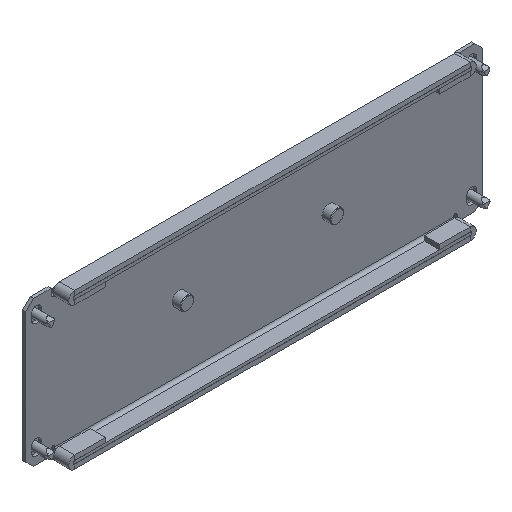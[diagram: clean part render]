
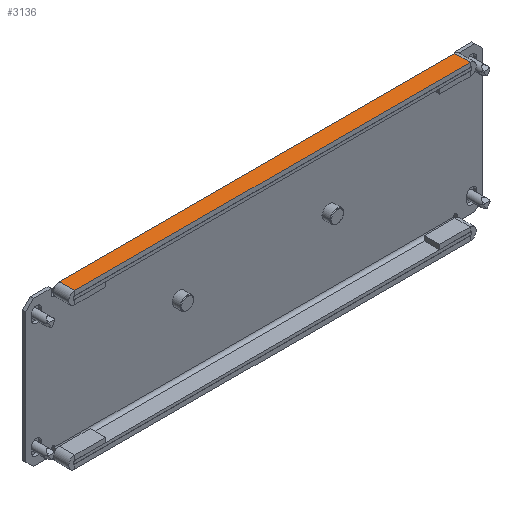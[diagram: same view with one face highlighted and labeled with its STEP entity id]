
A CAD part, isometric view. The second image highlights one B-rep face of the part: STEP entity #3136.
In plain terms, the highlighted face is planar.
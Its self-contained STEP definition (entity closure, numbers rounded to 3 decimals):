
#289 = VERTEX_POINT ( 'NONE', #2261 ) ;
#292 = CARTESIAN_POINT ( 'NONE',  ( -5., -3., -129. ) ) ;
#412 = EDGE_CURVE ( 'NONE', #3910, #3021, #2705, .T. ) ;
#416 = ORIENTED_EDGE ( 'NONE', *, *, #4445, .T. ) ;
#851 = VECTOR ( 'NONE', #3457, 1000. ) ;
#987 = VECTOR ( 'NONE', #2032, 1000. ) ;
#1043 = VERTEX_POINT ( 'NONE', #3085 ) ;
#1158 = CARTESIAN_POINT ( 'NONE',  ( -5., -3., -129. ) ) ;
#1247 = LINE ( 'NONE', #1158, #1773 ) ;
#1615 = CARTESIAN_POINT ( 'NONE',  ( -5., -3., -129. ) ) ;
#1773 = VECTOR ( 'NONE', #4051, 1000. ) ;
#2032 = DIRECTION ( 'NONE',  ( 1., 0., 0. ) ) ;
#2082 = ORIENTED_EDGE ( 'NONE', *, *, #4622, .F. ) ;
#2139 = ORIENTED_EDGE ( 'NONE', *, *, #412, .T. ) ;
#2261 = CARTESIAN_POINT ( 'NONE',  ( -5., -3., 129. ) ) ;
#2315 = CARTESIAN_POINT ( 'NONE',  ( 5., -3., -129. ) ) ;
#2320 = ORIENTED_EDGE ( 'NONE', *, *, #3130, .F. ) ;
#2366 = PLANE ( 'NONE',  #4605 ) ;
#2705 = LINE ( 'NONE', #2315, #4044 ) ;
#3021 = VERTEX_POINT ( 'NONE', #3176 ) ;
#3085 = CARTESIAN_POINT ( 'NONE',  ( -5., -3., -129. ) ) ;
#3130 = EDGE_CURVE ( 'NONE', #1043, #289, #1247, .T. ) ;
#3136 = ADVANCED_FACE ( 'NONE', ( #4925 ), #2366, .T. ) ;
#3176 = CARTESIAN_POINT ( 'NONE',  ( 5., -3., 129. ) ) ;
#3445 = LINE ( 'NONE', #3820, #851 ) ;
#3457 = DIRECTION ( 'NONE',  ( 1., 0., 0. ) ) ;
#3820 = CARTESIAN_POINT ( 'NONE',  ( -5., -3., 129. ) ) ;
#3910 = VERTEX_POINT ( 'NONE', #4162 ) ;
#4017 = DIRECTION ( 'NONE',  ( 1., 0., 0. ) ) ;
#4044 = VECTOR ( 'NONE', #5211, 1000. ) ;
#4051 = DIRECTION ( 'NONE',  ( 0., 0., 1. ) ) ;
#4162 = CARTESIAN_POINT ( 'NONE',  ( 5., -3., -129. ) ) ;
#4277 = LINE ( 'NONE', #1615, #987 ) ;
#4441 = EDGE_LOOP ( 'NONE', ( #2082, #2320, #416, #2139 ) ) ;
#4445 = EDGE_CURVE ( 'NONE', #1043, #3910, #4277, .T. ) ;
#4605 = AXIS2_PLACEMENT_3D ( 'NONE', #292, #4859, #4017 ) ;
#4622 = EDGE_CURVE ( 'NONE', #289, #3021, #3445, .T. ) ;
#4859 = DIRECTION ( 'NONE',  ( 0., -1., 0. ) ) ;
#4925 = FACE_OUTER_BOUND ( 'NONE', #4441, .T. ) ;
#5211 = DIRECTION ( 'NONE',  ( 0., 0., 1. ) ) ;
